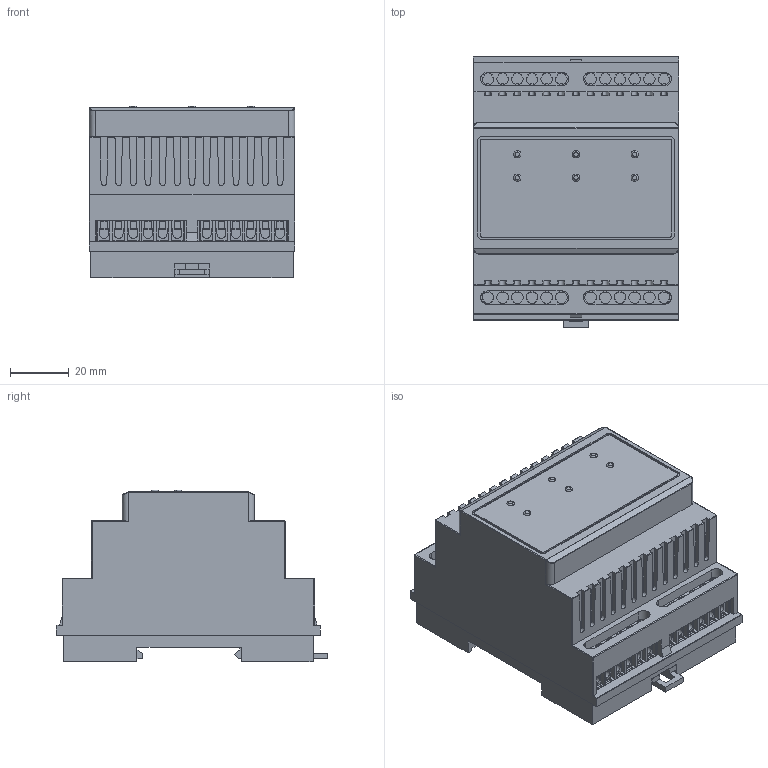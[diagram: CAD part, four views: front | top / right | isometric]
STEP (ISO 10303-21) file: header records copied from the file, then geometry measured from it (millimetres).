
FILE_DESCRIPTION(('CATIA V5R24 STEP','CAx-IF Rec.Pracs.--- Model Styling and Organization---1.2---2011-12-15'),'2;1');
FILE_NAME ('10737844_3', '2018-08-21T12:33:11+00:00', ('Weidmueller Interface'), ('Weidmueller'), 'CATIA Version 5-6 Release 2014 SP4', 'CATIA V5 STEP AP214', 'none');
FILE_SCHEMA(('AUTOMOTIVE_DESIGN { 1 0 10303 214 1 1 1 1 }'));
Length unit declared in the file: millimetre
Products named in the file (1): 1393050000
Bounding box: 70 x 92.5 x 58.5 mm (x, y, z)
Volume: 259127.1 mm3; surface area: 58182.7 mm2
Topology: 12 solids, 12 shells, 1404 faces, 3846 edges, 2471 vertices
Faces by surface type: plane 1064, cylinder 278, extrusion 26, sphere 16, torus 16, bspline 4
Entity records: 42936 total; most frequent: CARTESIAN_POINT 8812, ORIENTED_EDGE 7660, DIRECTION 5251, EDGE_CURVE 3830, VECTOR 3209, LINE 3183, VERTEX_POINT 2471, EDGE_LOOP 1435
